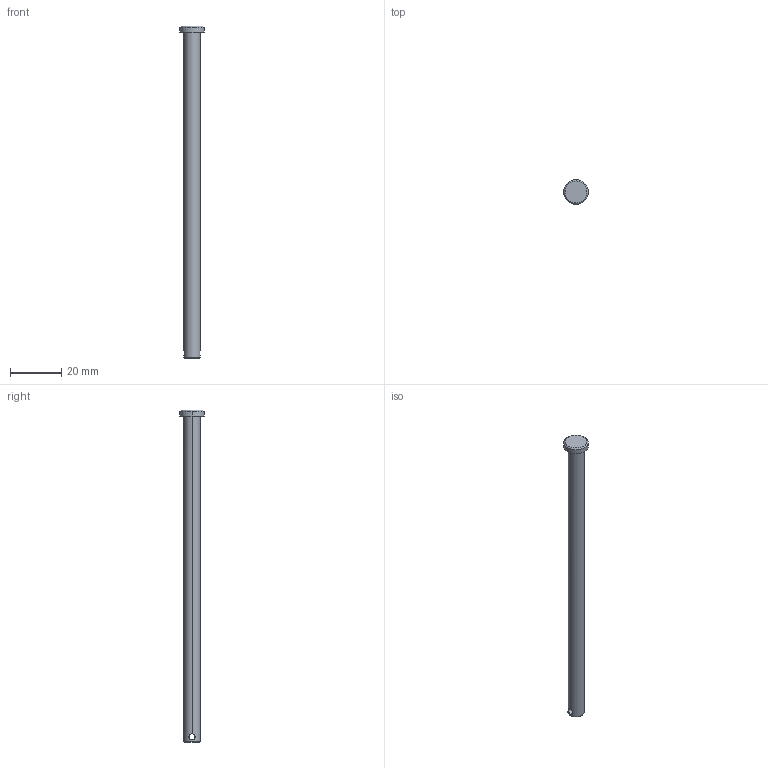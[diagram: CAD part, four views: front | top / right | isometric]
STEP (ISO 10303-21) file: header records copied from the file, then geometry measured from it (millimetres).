
FILE_DESCRIPTION (( 'STEP AP203' ), '1' );
FILE_NAME ('97245A761.step', '2018-10-10T12:56:28', ( '' ), ( '' ), 'SwSTEP 2.0', 'SolidWorks 2014', '' );
FILE_SCHEMA (( 'CONFIG_CONTROL_DESIGN' ));
Length unit declared in the file: inch
Products named in the file (1): 97245A761
Bounding box: 9.53 x 9.53 x 129.38 mm (x, y, z)
Volume: 4159.5 mm3; surface area: 2771.6 mm2
Topology: 1 solids, 1 shells, 13 faces, 28 edges, 16 vertices
Faces by surface type: cylinder 6, cone 4, plane 3
Entity records: 501 total; most frequent: CARTESIAN_POINT 134, DIRECTION 64, ORIENTED_EDGE 56, EDGE_CURVE 28, AXIS2_PLACEMENT_3D 26, VERTEX_POINT 16, EDGE_LOOP 14, FACE_OUTER_BOUND 13
